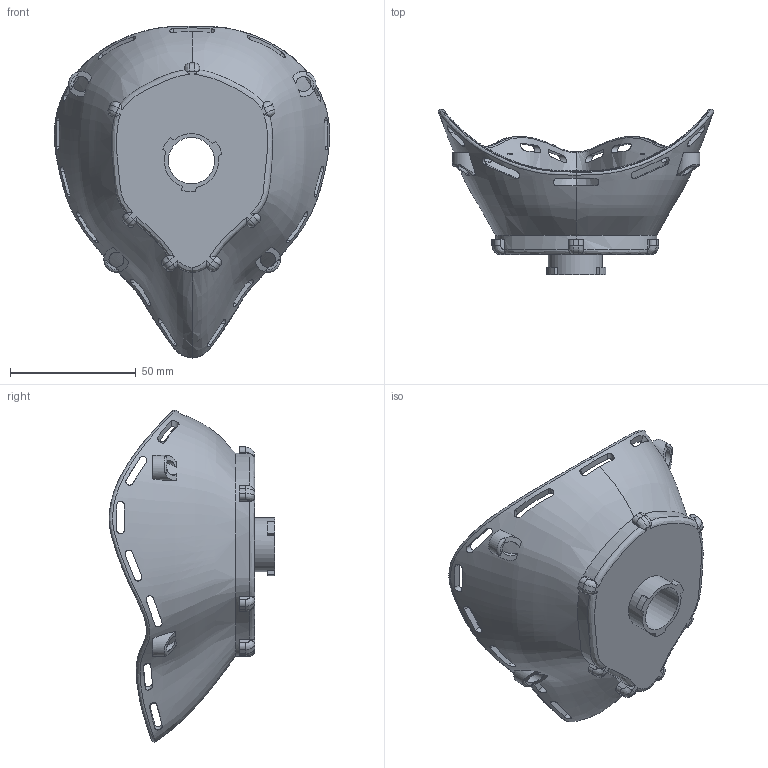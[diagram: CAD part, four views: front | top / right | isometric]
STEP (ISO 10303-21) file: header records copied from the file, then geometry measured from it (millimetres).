
FILE_DESCRIPTION(/* description */ (''),/* implementation_level */ '2;1');
FILE_NAME(/* name */ 'MontanaMask Slotted and Shielded and Fused v1.step',/* time_stamp */ '2020-04-02T12:04:02-07:00',/* author */ (''),/* organization */ (''),/* preprocessor_version */ 'ST-DEVELOPER v18',/* originating_system */ 'Autodesk Translation Framework v8.12.0.6',/* authorisation */ '');
FILE_SCHEMA (('AUTOMOTIVE_DESIGN { 1 0 10303 214 3 1 1 }'));
Length unit declared in the file: millimetre
Products named in the file (1): MontanaMask Slotted and Shielded and Fused
Bounding box: 109.49 x 65.87 x 132.04 mm (x, y, z)
Volume: 66328.6 mm3; surface area: 37800.1 mm2
Topology: 1 solids, 1 shells, 237 faces, 703 edges, 470 vertices
Faces by surface type: cylinder 94, plane 86, bspline 49, torus 8
Full cylindrical faces by diameter (mm): 18.42 x1, 21.59 x1
Entity records: 23591 total; most frequent: CARTESIAN_POINT 17964, ORIENTED_EDGE 1394, DIRECTION 819, EDGE_CURVE 697, VERTEX_POINT 470, B_SPLINE_CURVE_WITH_KNOTS 374, AXIS2_PLACEMENT_3D 317, EDGE_LOOP 285
